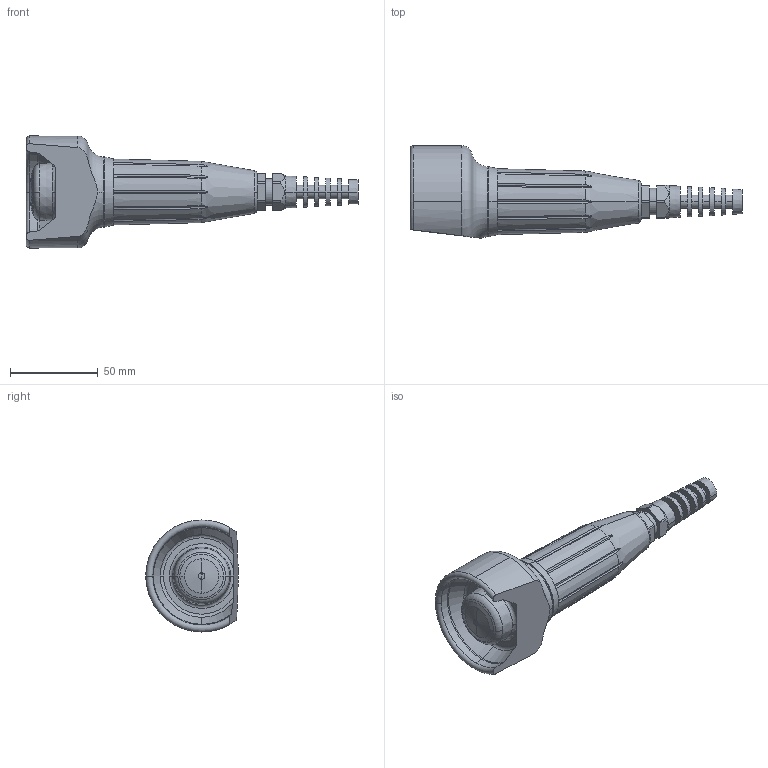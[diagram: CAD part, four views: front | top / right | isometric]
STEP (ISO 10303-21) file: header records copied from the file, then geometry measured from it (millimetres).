
FILE_DESCRIPTION((''),'2;1');
FILE_NAME('EUCHNER_082_557_BANO9PS4RA8DVHS','2011-11-04T',('dhelisch'),(''),'PRO/ENGINEER BY PARAMETRIC TECHNOLOGY CORPORATION, 2007250','PRO/ENGINEER BY PARAMETRIC TECHNOLOGY CORPORATION, 2007250','');
FILE_SCHEMA(('CONFIG_CONTROL_DESIGN'));
Length unit declared in the file: millimetre
Products named in the file (1): EUCHNER_082_557_BANO9PS4RA8DVHS
Bounding box: 189.7 x 52.93 x 64 mm (x, y, z)
Volume: 173784.3 mm3; surface area: 28951.9 mm2
Topology: 1 solids, 1 shells, 170 faces, 441 edges, 285 vertices
Faces by surface type: cylinder 53, plane 53, cone 44, torus 18, bspline 2
Entity records: 7369 total; most frequent: CARTESIAN_POINT 1813, DIRECTION 888, ORIENTED_EDGE 878, PRESENTATION_STYLE_ASSIGNMENT 440, STYLED_ITEM 440, CURVE_STYLE 439, EDGE_CURVE 439, AXIS2_PLACEMENT_3D 381
